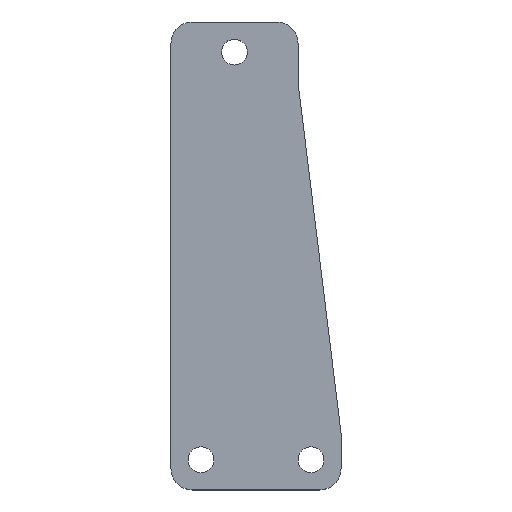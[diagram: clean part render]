
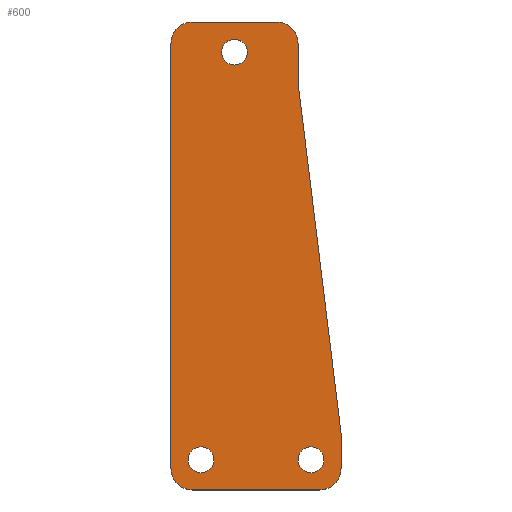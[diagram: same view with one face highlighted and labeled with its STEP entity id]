
A CAD part, top view. The second image highlights one B-rep face of the part: STEP entity #600.
In plain terms, the highlighted planar face has unit normal (0, 0, 1).
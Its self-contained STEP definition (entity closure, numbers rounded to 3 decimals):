
#6 = CARTESIAN_POINT ( 'NONE',  ( 140.305, 213.26, -37.5 ) ) ;
#8 = CARTESIAN_POINT ( 'NONE',  ( 144.305, 216.76, -37.5 ) ) ;
#11 = EDGE_LOOP ( 'NONE', ( #565, #272 ) ) ;
#22 = DIRECTION ( 'NONE',  ( 0., 0., -1. ) ) ;
#23 = CARTESIAN_POINT ( 'NONE',  ( 136.93, 216.76, -37.5 ) ) ;
#26 = CARTESIAN_POINT ( 'NONE',  ( 149.18, 165.96, -37.5 ) ) ;
#28 = EDGE_CURVE ( 'NONE', #320, #148, #378, .T. ) ;
#30 = CARTESIAN_POINT ( 'NONE',  ( 154.18, 189.61, -37.5 ) ) ;
#36 = CARTESIAN_POINT ( 'NONE',  ( 154.18, 164.96, -37.5 ) ) ;
#45 = CARTESIAN_POINT ( 'NONE',  ( 141.805, 213.26, -37.5 ) ) ;
#55 = EDGE_CURVE ( 'NONE', #516, #712, #180, .T. ) ;
#56 = CARTESIAN_POINT ( 'NONE',  ( 150.68, 165.96, -37.5 ) ) ;
#57 = FACE_OUTER_BOUND ( 'NONE', #634, .T. ) ;
#58 = AXIS2_PLACEMENT_3D ( 'NONE', #45, #22, #345 ) ;
#61 = DIRECTION ( 'NONE',  ( 0., -1., 0. ) ) ;
#63 = DIRECTION ( 'NONE',  ( -1., 0., 0. ) ) ;
#65 = EDGE_CURVE ( 'NONE', #712, #516, #772, .T. ) ;
#72 = ORIENTED_EDGE ( 'NONE', *, *, #176, .T. ) ;
#74 = ORIENTED_EDGE ( 'NONE', *, *, #112, .T. ) ;
#75 = AXIS2_PLACEMENT_3D ( 'NONE', #360, #672, #172 ) ;
#86 = CARTESIAN_POINT ( 'NONE',  ( 146.68, 214.26, -37.5 ) ) ;
#90 = DIRECTION ( 'NONE',  ( 0., 0., -1. ) ) ;
#93 = DIRECTION ( 'NONE',  ( 0., 1., 0. ) ) ;
#102 = EDGE_CURVE ( 'NONE', #646, #400, #127, .T. ) ;
#108 = CIRCLE ( 'NONE', #58, 1.5 ) ;
#112 = EDGE_CURVE ( 'NONE', #411, #335, #708, .T. ) ;
#116 = CIRCLE ( 'NONE', #370, 1.5 ) ;
#118 = CIRCLE ( 'NONE', #75, 2.5 ) ;
#127 = CIRCLE ( 'NONE', #605, 1.5 ) ;
#139 = VERTEX_POINT ( 'NONE', #6 ) ;
#140 = VERTEX_POINT ( 'NONE', #504 ) ;
#148 = VERTEX_POINT ( 'NONE', #252 ) ;
#153 = DIRECTION ( 'NONE',  ( -1., 0., 0. ) ) ;
#162 = DIRECTION ( 'NONE',  ( 1., 0., 0. ) ) ;
#171 = AXIS2_PLACEMENT_3D ( 'NONE', #247, #374, #449 ) ;
#172 = DIRECTION ( 'NONE',  ( 1., 0., 0. ) ) ;
#176 = EDGE_CURVE ( 'NONE', #400, #646, #116, .T. ) ;
#180 = CIRCLE ( 'NONE', #241, 1.5 ) ;
#182 = PLANE ( 'NONE',  #346 ) ;
#188 = CARTESIAN_POINT ( 'NONE',  ( 137.93, 165.96, -37.5 ) ) ;
#194 = VERTEX_POINT ( 'NONE', #556 ) ;
#201 = CARTESIAN_POINT ( 'NONE',  ( 154.18, 168.96, -37.5 ) ) ;
#212 = EDGE_CURVE ( 'NONE', #765, #140, #275, .T. ) ;
#217 = ORIENTED_EDGE ( 'NONE', *, *, #617, .T. ) ;
#218 = CARTESIAN_POINT ( 'NONE',  ( 143.305, 213.26, -37.5 ) ) ;
#235 = VERTEX_POINT ( 'NONE', #725 ) ;
#240 = VECTOR ( 'NONE', #572, 1000. ) ;
#241 = AXIS2_PLACEMENT_3D ( 'NONE', #590, #90, #440 ) ;
#244 = AXIS2_PLACEMENT_3D ( 'NONE', #56, #392, #691 ) ;
#247 = CARTESIAN_POINT ( 'NONE',  ( 141.805, 213.26, -37.5 ) ) ;
#249 = DIRECTION ( 'NONE',  ( 0., 0., 1. ) ) ;
#252 = CARTESIAN_POINT ( 'NONE',  ( 136.93, 162.46, -37.5 ) ) ;
#253 = DIRECTION ( 'NONE',  ( 1., 0., 0. ) ) ;
#254 = DIRECTION ( 'NONE',  ( 1., 0., 0. ) ) ;
#272 = ORIENTED_EDGE ( 'NONE', *, *, #315, .T. ) ;
#275 = LINE ( 'NONE', #30, #635 ) ;
#284 = DIRECTION ( 'NONE',  ( 1., 0., 0. ) ) ;
#299 = CIRCLE ( 'NONE', #171, 1.5 ) ;
#306 = FACE_BOUND ( 'NONE', #11, .T. ) ;
#309 = CARTESIAN_POINT ( 'NONE',  ( 144.305, 189.61, -37.5 ) ) ;
#313 = CARTESIAN_POINT ( 'NONE',  ( 137.93, 165.96, -37.5 ) ) ;
#315 = EDGE_CURVE ( 'NONE', #325, #139, #108, .T. ) ;
#320 = VERTEX_POINT ( 'NONE', #778 ) ;
#325 = VERTEX_POINT ( 'NONE', #218 ) ;
#335 = VERTEX_POINT ( 'NONE', #522 ) ;
#339 = DIRECTION ( 'NONE',  ( 0., 1., 0. ) ) ;
#344 = ORIENTED_EDGE ( 'NONE', *, *, #777, .T. ) ;
#345 = DIRECTION ( 'NONE',  ( -1., 0., 0. ) ) ;
#346 = AXIS2_PLACEMENT_3D ( 'NONE', #309, #369, #162 ) ;
#347 = CARTESIAN_POINT ( 'NONE',  ( 146.68, 216.76, -37.5 ) ) ;
#360 = CARTESIAN_POINT ( 'NONE',  ( 151.68, 164.96, -37.5 ) ) ;
#365 = AXIS2_PLACEMENT_3D ( 'NONE', #418, #661, #284 ) ;
#369 = DIRECTION ( 'NONE',  ( 0., 0., 1. ) ) ;
#370 = AXIS2_PLACEMENT_3D ( 'NONE', #188, #624, #629 ) ;
#374 = DIRECTION ( 'NONE',  ( 0., 0., -1. ) ) ;
#378 = CIRCLE ( 'NONE', #365, 2.5 ) ;
#382 = VERTEX_POINT ( 'NONE', #588 ) ;
#392 = DIRECTION ( 'NONE',  ( 0., 0., -1. ) ) ;
#399 = VERTEX_POINT ( 'NONE', #347 ) ;
#400 = VERTEX_POINT ( 'NONE', #533 ) ;
#404 = CARTESIAN_POINT ( 'NONE',  ( 139.43, 165.96, -37.5 ) ) ;
#405 = ORIENTED_EDGE ( 'NONE', *, *, #28, .T. ) ;
#411 = VERTEX_POINT ( 'NONE', #23 ) ;
#413 = CIRCLE ( 'NONE', #663, 2.5 ) ;
#414 = LINE ( 'NONE', #597, #681 ) ;
#418 = CARTESIAN_POINT ( 'NONE',  ( 136.93, 164.96, -37.5 ) ) ;
#432 = LINE ( 'NONE', #621, #477 ) ;
#437 = DIRECTION ( 'NONE',  ( 0., 0., -1. ) ) ;
#440 = DIRECTION ( 'NONE',  ( -1., 0., 0. ) ) ;
#442 = EDGE_CURVE ( 'NONE', #139, #325, #299, .T. ) ;
#449 = DIRECTION ( 'NONE',  ( -1., 0., 0. ) ) ;
#450 = EDGE_CURVE ( 'NONE', #148, #194, #432, .T. ) ;
#451 = LINE ( 'NONE', #8, #573 ) ;
#457 = ORIENTED_EDGE ( 'NONE', *, *, #628, .T. ) ;
#466 = EDGE_CURVE ( 'NONE', #335, #320, #687, .T. ) ;
#477 = VECTOR ( 'NONE', #253, 1000. ) ;
#502 = CARTESIAN_POINT ( 'NONE',  ( 134.43, 189.61, -37.5 ) ) ;
#504 = CARTESIAN_POINT ( 'NONE',  ( 154.18, 168.96, -37.5 ) ) ;
#513 = DIRECTION ( 'NONE',  ( 1., 0., 0. ) ) ;
#516 = VERTEX_POINT ( 'NONE', #750 ) ;
#522 = CARTESIAN_POINT ( 'NONE',  ( 134.43, 214.26, -37.5 ) ) ;
#533 = CARTESIAN_POINT ( 'NONE',  ( 136.43, 165.96, -37.5 ) ) ;
#546 = ORIENTED_EDGE ( 'NONE', *, *, #675, .T. ) ;
#552 = FACE_BOUND ( 'NONE', #791, .T. ) ;
#556 = CARTESIAN_POINT ( 'NONE',  ( 151.68, 162.46, -37.5 ) ) ;
#565 = ORIENTED_EDGE ( 'NONE', *, *, #442, .T. ) ;
#566 = ORIENTED_EDGE ( 'NONE', *, *, #102, .T. ) ;
#568 = ORIENTED_EDGE ( 'NONE', *, *, #450, .T. ) ;
#571 = VECTOR ( 'NONE', #61, 1000. ) ;
#572 = DIRECTION ( 'NONE',  ( -0.122, 0.993, 0. ) ) ;
#573 = VECTOR ( 'NONE', #153, 1000. ) ;
#577 = ORIENTED_EDGE ( 'NONE', *, *, #212, .T. ) ;
#583 = ORIENTED_EDGE ( 'NONE', *, *, #659, .T. ) ;
#588 = CARTESIAN_POINT ( 'NONE',  ( 149.18, 209.76, -37.5 ) ) ;
#590 = CARTESIAN_POINT ( 'NONE',  ( 150.68, 165.96, -37.5 ) ) ;
#597 = CARTESIAN_POINT ( 'NONE',  ( 149.18, 189.61, -37.5 ) ) ;
#600 = ADVANCED_FACE ( 'NONE', ( #306, #552, #807, #57 ), #182, .T. ) ;
#605 = AXIS2_PLACEMENT_3D ( 'NONE', #313, #437, #63 ) ;
#617 = EDGE_CURVE ( 'NONE', #140, #382, #705, .T. ) ;
#621 = CARTESIAN_POINT ( 'NONE',  ( 144.305, 162.46, -37.5 ) ) ;
#624 = DIRECTION ( 'NONE',  ( 0., 0., -1. ) ) ;
#628 = EDGE_CURVE ( 'NONE', #399, #411, #451, .T. ) ;
#629 = DIRECTION ( 'NONE',  ( -1., 0., 0. ) ) ;
#634 = EDGE_LOOP ( 'NONE', ( #583, #457, #74, #707, #405, #568, #344, #577, #217, #546 ) ) ;
#635 = VECTOR ( 'NONE', #93, 1000. ) ;
#646 = VERTEX_POINT ( 'NONE', #404 ) ;
#657 = AXIS2_PLACEMENT_3D ( 'NONE', #686, #249, #254 ) ;
#659 = EDGE_CURVE ( 'NONE', #235, #399, #413, .T. ) ;
#661 = DIRECTION ( 'NONE',  ( 0., 0., 1. ) ) ;
#662 = EDGE_LOOP ( 'NONE', ( #724, #723 ) ) ;
#663 = AXIS2_PLACEMENT_3D ( 'NONE', #86, #715, #513 ) ;
#672 = DIRECTION ( 'NONE',  ( 0., 0., 1. ) ) ;
#675 = EDGE_CURVE ( 'NONE', #382, #235, #414, .T. ) ;
#681 = VECTOR ( 'NONE', #339, 1000. ) ;
#686 = CARTESIAN_POINT ( 'NONE',  ( 136.93, 214.26, -37.5 ) ) ;
#687 = LINE ( 'NONE', #502, #571 ) ;
#691 = DIRECTION ( 'NONE',  ( -1., 0., 0. ) ) ;
#705 = LINE ( 'NONE', #201, #240 ) ;
#707 = ORIENTED_EDGE ( 'NONE', *, *, #466, .T. ) ;
#708 = CIRCLE ( 'NONE', #657, 2.5 ) ;
#712 = VERTEX_POINT ( 'NONE', #26 ) ;
#715 = DIRECTION ( 'NONE',  ( 0., 0., 1. ) ) ;
#723 = ORIENTED_EDGE ( 'NONE', *, *, #55, .T. ) ;
#724 = ORIENTED_EDGE ( 'NONE', *, *, #65, .T. ) ;
#725 = CARTESIAN_POINT ( 'NONE',  ( 149.18, 214.26, -37.5 ) ) ;
#750 = CARTESIAN_POINT ( 'NONE',  ( 152.18, 165.96, -37.5 ) ) ;
#765 = VERTEX_POINT ( 'NONE', #36 ) ;
#772 = CIRCLE ( 'NONE', #244, 1.5 ) ;
#777 = EDGE_CURVE ( 'NONE', #194, #765, #118, .T. ) ;
#778 = CARTESIAN_POINT ( 'NONE',  ( 134.43, 164.96, -37.5 ) ) ;
#791 = EDGE_LOOP ( 'NONE', ( #72, #566 ) ) ;
#807 = FACE_BOUND ( 'NONE', #662, .T. ) ;
